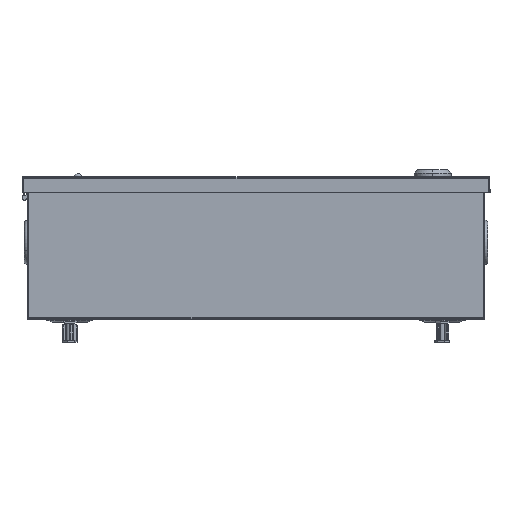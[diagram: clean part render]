
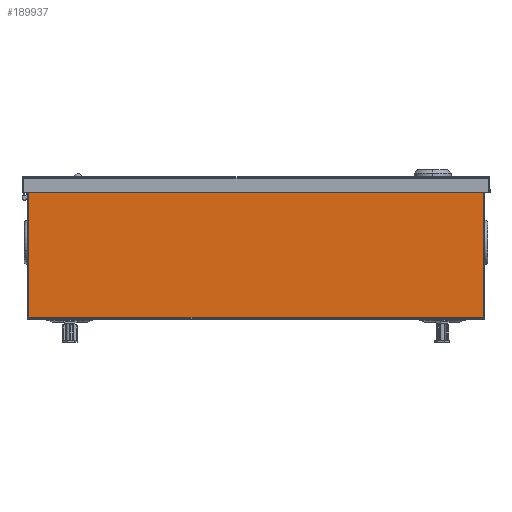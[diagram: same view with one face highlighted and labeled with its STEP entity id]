
A CAD part, front view. The second image highlights one B-rep face of the part: STEP entity #189937.
In plain terms, the highlighted planar face has unit normal (0, -1, 0).
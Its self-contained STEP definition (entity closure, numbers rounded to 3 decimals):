
#2627 = PLANE ( 'NONE',  #178790 ) ;
#3056 = VERTEX_POINT ( 'NONE', #217386 ) ;
#16657 = EDGE_CURVE ( 'NONE', #47270, #192069, #32003, .T. ) ;
#21698 = LINE ( 'NONE', #220606, #178382 ) ;
#31155 = LINE ( 'NONE', #140687, #192286 ) ;
#32003 = LINE ( 'NONE', #233330, #109648 ) ;
#35948 = DIRECTION ( 'NONE',  ( 0., 0., -1. ) ) ;
#37865 = CARTESIAN_POINT ( 'NONE',  ( 138.35, -194.5, 0. ) ) ;
#38277 = DIRECTION ( 'NONE',  ( 0., 1., 0. ) ) ;
#45201 = CARTESIAN_POINT ( 'NONE',  ( -138.35, -194.5, 0.1 ) ) ;
#47270 = VERTEX_POINT ( 'NONE', #208221 ) ;
#52599 = DIRECTION ( 'NONE',  ( 0., 0., 1. ) ) ;
#69261 = DIRECTION ( 'NONE',  ( -1., 0., 0. ) ) ;
#90712 = FACE_OUTER_BOUND ( 'NONE', #178058, .T. ) ;
#102673 = EDGE_CURVE ( 'NONE', #3056, #47270, #201067, .T. ) ;
#109648 = VECTOR ( 'NONE', #230983, 1000. ) ;
#123432 = EDGE_CURVE ( 'NONE', #3056, #154327, #31155, .T. ) ;
#131393 = VECTOR ( 'NONE', #146261, 1000. ) ;
#132834 = ORIENTED_EDGE ( 'NONE', *, *, #149051, .T. ) ;
#140687 = CARTESIAN_POINT ( 'NONE',  ( -138.35, -194.5, 0.1 ) ) ;
#146261 = DIRECTION ( 'NONE',  ( 0., 0., 1. ) ) ;
#147178 = ORIENTED_EDGE ( 'NONE', *, *, #16657, .T. ) ;
#147637 = CARTESIAN_POINT ( 'NONE',  ( -138.35, -194.5, 83.3 ) ) ;
#149051 = EDGE_CURVE ( 'NONE', #192069, #154327, #21698, .T. ) ;
#154327 = VERTEX_POINT ( 'NONE', #45201 ) ;
#178058 = EDGE_LOOP ( 'NONE', ( #147178, #132834, #200881, #183274 ) ) ;
#178382 = VECTOR ( 'NONE', #35948, 1000. ) ;
#178790 = AXIS2_PLACEMENT_3D ( 'NONE', #181185, #38277, #52599 ) ;
#181185 = CARTESIAN_POINT ( 'NONE',  ( 0., -194.5, 0. ) ) ;
#183274 = ORIENTED_EDGE ( 'NONE', *, *, #102673, .T. ) ;
#189937 = ADVANCED_FACE ( 'NONE', ( #90712 ), #2627, .F. ) ;
#192069 = VERTEX_POINT ( 'NONE', #147637 ) ;
#192286 = VECTOR ( 'NONE', #69261, 1000. ) ;
#200881 = ORIENTED_EDGE ( 'NONE', *, *, #123432, .F. ) ;
#201067 = LINE ( 'NONE', #37865, #131393 ) ;
#208221 = CARTESIAN_POINT ( 'NONE',  ( 138.35, -194.5, 83.3 ) ) ;
#217386 = CARTESIAN_POINT ( 'NONE',  ( 138.35, -194.5, 0.1 ) ) ;
#220606 = CARTESIAN_POINT ( 'NONE',  ( -138.35, -194.5, 0. ) ) ;
#230983 = DIRECTION ( 'NONE',  ( -1., 0., 0. ) ) ;
#233330 = CARTESIAN_POINT ( 'NONE',  ( 138.35, -194.5, 83.3 ) ) ;
